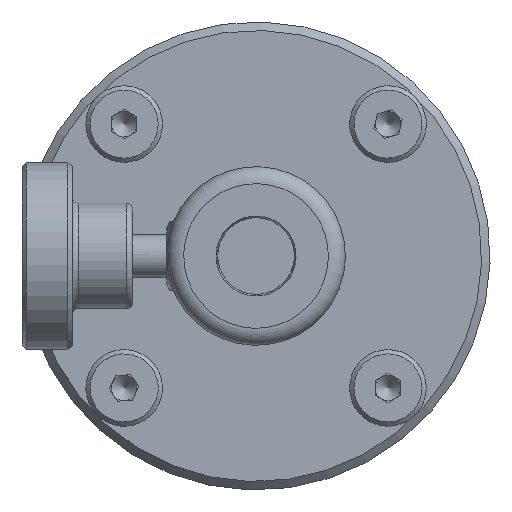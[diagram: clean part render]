
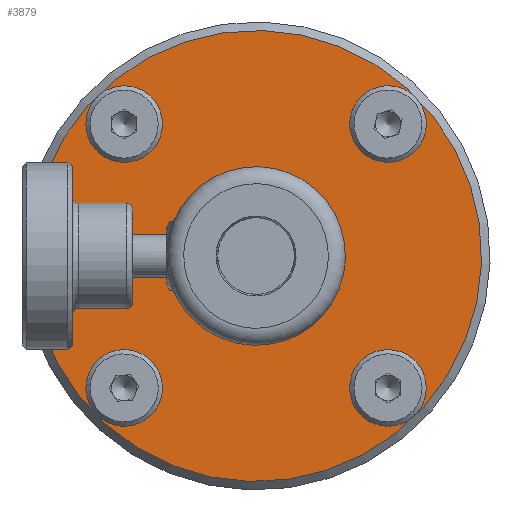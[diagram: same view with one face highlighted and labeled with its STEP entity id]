
A CAD part, front view. The second image highlights one B-rep face of the part: STEP entity #3879.
In plain terms, the highlighted planar face has unit normal (0, -1, 0).
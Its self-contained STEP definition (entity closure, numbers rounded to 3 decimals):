
#63=FACE_BOUND('',#1007,.T.);
#64=FACE_BOUND('',#1008,.T.);
#65=FACE_BOUND('',#1009,.T.);
#66=FACE_BOUND('',#1010,.T.);
#67=FACE_BOUND('',#1011,.T.);
#68=FACE_BOUND('',#1012,.T.);
#69=FACE_BOUND('',#1013,.T.);
#70=FACE_BOUND('',#1014,.T.);
#71=FACE_BOUND('',#1015,.T.);
#165=PLANE('',#4260);
#756=FACE_OUTER_BOUND('',#1006,.T.);
#1006=EDGE_LOOP('',(#2806));
#1007=EDGE_LOOP('',(#2807,#2808));
#1008=EDGE_LOOP('',(#2809,#2810));
#1009=EDGE_LOOP('',(#2811,#2812));
#1010=EDGE_LOOP('',(#2813,#2814));
#1011=EDGE_LOOP('',(#2815));
#1012=EDGE_LOOP('',(#2816));
#1013=EDGE_LOOP('',(#2817));
#1014=EDGE_LOOP('',(#2818));
#1015=EDGE_LOOP('',(#2819));
#1305=CIRCLE('',#4244,10.5);
#1316=CIRCLE('',#4259,26.5);
#1317=CIRCLE('',#4261,2.75);
#1318=CIRCLE('',#4262,2.75);
#1319=CIRCLE('',#4263,2.75);
#1320=CIRCLE('',#4264,2.75);
#1321=CIRCLE('',#4265,2.55);
#1322=CIRCLE('',#4266,2.55);
#1323=CIRCLE('',#4267,2.55);
#1324=CIRCLE('',#4268,2.55);
#1629=VERTEX_POINT('',#6424);
#1640=VERTEX_POINT('',#6453);
#1641=VERTEX_POINT('',#6457);
#1642=VERTEX_POINT('',#6458);
#1643=VERTEX_POINT('',#6460);
#1644=VERTEX_POINT('',#6461);
#1645=VERTEX_POINT('',#6463);
#1646=VERTEX_POINT('',#6464);
#1647=VERTEX_POINT('',#6466);
#1648=VERTEX_POINT('',#6467);
#1649=VERTEX_POINT('',#6469);
#1650=VERTEX_POINT('',#6471);
#1651=VERTEX_POINT('',#6473);
#1652=VERTEX_POINT('',#6475);
#2048=EDGE_CURVE('',#1629,#1629,#1305,.T.);
#2061=EDGE_CURVE('',#1640,#1640,#1316,.T.);
#2063=EDGE_CURVE('',#1641,#1642,#1317,.T.);
#2064=EDGE_CURVE('',#1643,#1644,#1318,.T.);
#2065=EDGE_CURVE('',#1645,#1646,#1319,.T.);
#2066=EDGE_CURVE('',#1647,#1648,#1320,.T.);
#2067=EDGE_CURVE('',#1649,#1649,#1321,.T.);
#2068=EDGE_CURVE('',#1650,#1650,#1322,.T.);
#2069=EDGE_CURVE('',#1651,#1651,#1323,.T.);
#2070=EDGE_CURVE('',#1652,#1652,#1324,.T.);
#2806=ORIENTED_EDGE('',*,*,#2061,.F.);
#2807=ORIENTED_EDGE('',*,*,#2063,.T.);
#2808=ORIENTED_EDGE('',*,*,#2063,.F.);
#2809=ORIENTED_EDGE('',*,*,#2064,.T.);
#2810=ORIENTED_EDGE('',*,*,#2064,.F.);
#2811=ORIENTED_EDGE('',*,*,#2065,.T.);
#2812=ORIENTED_EDGE('',*,*,#2065,.F.);
#2813=ORIENTED_EDGE('',*,*,#2066,.T.);
#2814=ORIENTED_EDGE('',*,*,#2066,.F.);
#2815=ORIENTED_EDGE('',*,*,#2048,.F.);
#2816=ORIENTED_EDGE('',*,*,#2067,.T.);
#2817=ORIENTED_EDGE('',*,*,#2068,.T.);
#2818=ORIENTED_EDGE('',*,*,#2069,.T.);
#2819=ORIENTED_EDGE('',*,*,#2070,.T.);
#3879=ADVANCED_FACE('',(#756,#63,#64,#65,#66,#67,#68,#69,#70,#71),#165,
 .T.);
#4244=AXIS2_PLACEMENT_3D('',#6426,#5043,#5044);
#4259=AXIS2_PLACEMENT_3D('',#6454,#5075,#5076);
#4260=AXIS2_PLACEMENT_3D('',#6456,#5078,#5079);
#4261=AXIS2_PLACEMENT_3D('',#6459,#5080,#5081);
#4262=AXIS2_PLACEMENT_3D('',#6462,#5082,#5083);
#4263=AXIS2_PLACEMENT_3D('',#6465,#5084,#5085);
#4264=AXIS2_PLACEMENT_3D('',#6468,#5086,#5087);
#4265=AXIS2_PLACEMENT_3D('',#6470,#5088,#5089);
#4266=AXIS2_PLACEMENT_3D('',#6472,#5090,#5091);
#4267=AXIS2_PLACEMENT_3D('',#6474,#5092,#5093);
#4268=AXIS2_PLACEMENT_3D('',#6476,#5094,#5095);
#5043=DIRECTION('center_axis',(0.,-1.,0.));
#5044=DIRECTION('ref_axis',(0.928,0.,-0.372));
#5075=DIRECTION('center_axis',(0.,1.,0.));
#5076=DIRECTION('ref_axis',(0.928,0.,-0.372));
#5078=DIRECTION('center_axis',(0.,-1.,0.));
#5079=DIRECTION('ref_axis',(-0.928,0.,0.372));
#5080=DIRECTION('center_axis',(0.,-1.,0.));
#5081=DIRECTION('ref_axis',(0.,0.,-1.));
#5082=DIRECTION('center_axis',(0.,-1.,0.));
#5083=DIRECTION('ref_axis',(0.,0.,-1.));
#5084=DIRECTION('center_axis',(0.,-1.,0.));
#5085=DIRECTION('ref_axis',(0.,0.,-1.));
#5086=DIRECTION('center_axis',(0.,-1.,0.));
#5087=DIRECTION('ref_axis',(0.,0.,-1.));
#5088=DIRECTION('center_axis',(0.,1.,0.));
#5089=DIRECTION('ref_axis',(-0.928,0.,0.372));
#5090=DIRECTION('center_axis',(0.,1.,0.));
#5091=DIRECTION('ref_axis',(-0.928,0.,0.372));
#5092=DIRECTION('center_axis',(0.,1.,0.));
#5093=DIRECTION('ref_axis',(-0.928,0.,0.372));
#5094=DIRECTION('center_axis',(0.,1.,0.));
#5095=DIRECTION('ref_axis',(-0.928,0.,0.372));
#6424=CARTESIAN_POINT('',(9.748,-5.,-3.903));
#6426=CARTESIAN_POINT('Origin',(0.,-5.,
0.));
#6453=CARTESIAN_POINT('',(-24.602,-5.,9.849));
#6454=CARTESIAN_POINT('Origin',(0.,-5.,
0.));
#6456=CARTESIAN_POINT('Origin',(-9.748,-5.,3.903));
#6457=CARTESIAN_POINT('',(17.241,-5.,13.371));
#6458=CARTESIAN_POINT('',(13.758,-5.,17.629));
#6459=CARTESIAN_POINT('Origin',(15.5,-5.,15.5));
#6460=CARTESIAN_POINT('',(-13.368,-5.,17.238));
#6461=CARTESIAN_POINT('',(-17.631,-5.,13.762));
#6462=CARTESIAN_POINT('Origin',(-15.5,-5.,15.5));
#6463=CARTESIAN_POINT('',(12.75,-5.,-15.5));
#6464=CARTESIAN_POINT('',(18.25,-5.,-15.5));
#6465=CARTESIAN_POINT('Origin',(15.5,-5.,-15.5));
#6466=CARTESIAN_POINT('',(-18.25,-5.,-15.5));
#6467=CARTESIAN_POINT('',(-12.75,-5.,-15.5));
#6468=CARTESIAN_POINT('Origin',(-15.5,-5.,-15.5));
#6469=CARTESIAN_POINT('',(17.867,-5.,14.552));
#6470=CARTESIAN_POINT('Origin',(15.5,-5.,15.5));
#6471=CARTESIAN_POINT('',(-13.132,-5.,-16.448));
#6472=CARTESIAN_POINT('Origin',(-15.5,-5.,-15.5));
#6473=CARTESIAN_POINT('',(-13.132,-5.,14.552));
#6474=CARTESIAN_POINT('Origin',(-15.5,-5.,15.5));
#6475=CARTESIAN_POINT('',(17.867,-5.,-16.448));
#6476=CARTESIAN_POINT('Origin',(15.5,-5.,-15.5));
